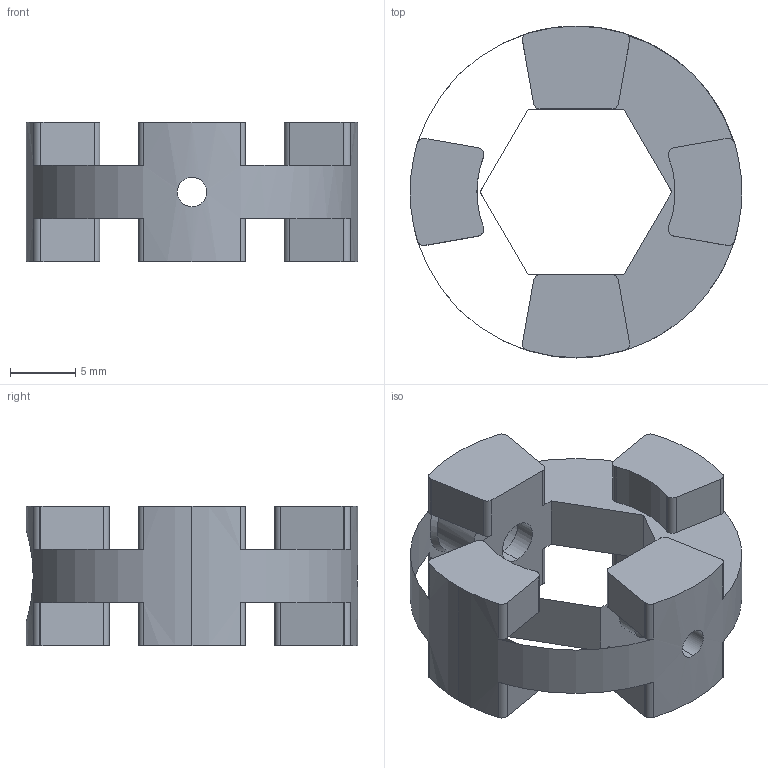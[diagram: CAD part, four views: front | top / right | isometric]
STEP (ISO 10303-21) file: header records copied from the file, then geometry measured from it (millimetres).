
FILE_DESCRIPTION (( 'STEP AP214' ), '1' );
FILE_NAME ('am-3492 4 Tooth Dog.STEP', '2016-11-29T14:43:13', ( '' ), ( '' ), 'SwSTEP 2.0', 'SolidWorks 2014', '' );
FILE_SCHEMA (( 'AUTOMOTIVE_DESIGN' ));
Length unit declared in the file: inch
Products named in the file (1): am-3492 4 Tooth Dog
Bounding box: 25.4 x 25.4 x 10.67 mm (x, y, z)
Volume: 2399.4 mm3; surface area: 2029.6 mm2
Topology: 1 solids, 1 shells, 95 faces, 277 edges, 183 vertices
Faces by surface type: cylinder 56, plane 35, bspline 2, cone 2
Entity records: 4846 total; most frequent: CARTESIAN_POINT 2153, DIRECTION 580, ORIENTED_EDGE 554, EDGE_CURVE 277, AXIS2_PLACEMENT_3D 218, VERTEX_POINT 183, LINE 144, VECTOR 144
